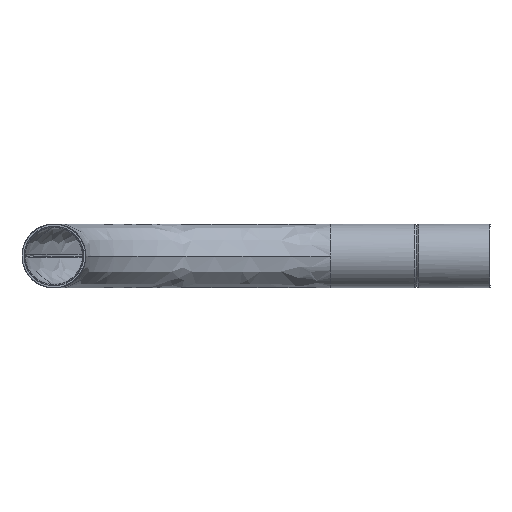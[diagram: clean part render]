
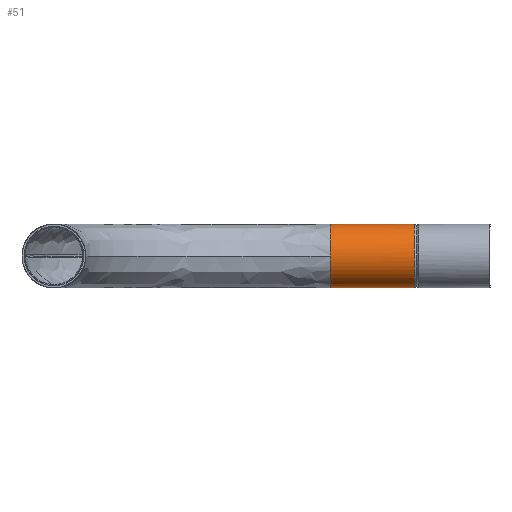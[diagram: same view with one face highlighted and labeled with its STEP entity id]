
A CAD part, front view. The second image highlights one B-rep face of the part: STEP entity #51.
In plain terms, the highlighted free-form (B-spline) face has degree [2, 1] with [9, 2] control points.
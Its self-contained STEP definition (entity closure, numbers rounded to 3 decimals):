
#51=ADVANCED_FACE('',(#101),#736,.T.);
#101=FACE_OUTER_BOUND('',#152,.T.);
#152=EDGE_LOOP('',(#324,#325,#326,#327,#328));
#324=ORIENTED_EDGE('',*,*,#475,.F.);
#325=ORIENTED_EDGE('',*,*,#438,.T.);
#326=ORIENTED_EDGE('',*,*,#476,.F.);
#327=ORIENTED_EDGE('',*,*,#492,.T.);
#328=ORIENTED_EDGE('',*,*,#414,.F.);
#414=EDGE_CURVE('',#646,#647,#546,.T.);
#438=EDGE_CURVE('',#660,#658,#570,.T.);
#475=EDGE_CURVE('',#660,#646,#523,.T.);
#476=EDGE_CURVE('',#691,#658,#524,.T.);
#492=EDGE_CURVE('',#691,#647,#610,.T.);
#523=B_SPLINE_CURVE_WITH_KNOTS('',1,(#3995,#3996),.UNSPECIFIED.,.F.,.F.,
(2,2),(0.,45.5),.UNSPECIFIED.);
#524=B_SPLINE_CURVE_WITH_KNOTS('',1,(#3997,#3998),.UNSPECIFIED.,.F.,.F.,
(2,2),(-45.5,0.),.UNSPECIFIED.);
#546=(
BOUNDED_CURVE()
B_SPLINE_CURVE(2,(#3778,#3779,#3780),.UNSPECIFIED.,.F.,.F.)
B_SPLINE_CURVE_WITH_KNOTS((3,3),(0.,27.175),.UNSPECIFIED.)
CURVE()
GEOMETRIC_REPRESENTATION_ITEM()
RATIONAL_B_SPLINE_CURVE((1.,0.707,1.))
REPRESENTATION_ITEM('')
);
#570=(
BOUNDED_CURVE()
B_SPLINE_CURVE(2,(#3864,#3865,#3866,#3867,#3868),.UNSPECIFIED.,.F.,.F.)
B_SPLINE_CURVE_WITH_KNOTS((3,2,3),(0.,27.175,54.35),
 .UNSPECIFIED.)
CURVE()
GEOMETRIC_REPRESENTATION_ITEM()
RATIONAL_B_SPLINE_CURVE((1.,0.707,1.,0.707,1.))
REPRESENTATION_ITEM('')
);
#610=(
BOUNDED_CURVE()
B_SPLINE_CURVE(2,(#4046,#4047,#4048),.UNSPECIFIED.,.F.,.F.)
B_SPLINE_CURVE_WITH_KNOTS((3,3),(-27.175,0.),.UNSPECIFIED.)
CURVE()
GEOMETRIC_REPRESENTATION_ITEM()
RATIONAL_B_SPLINE_CURVE((1.,0.707,1.))
REPRESENTATION_ITEM('')
);
#646=VERTEX_POINT('',#3676);
#647=VERTEX_POINT('',#3677);
#658=VERTEX_POINT('',#3688);
#660=VERTEX_POINT('',#3690);
#691=VERTEX_POINT('',#3721);
#736=(
BOUNDED_SURFACE()
B_SPLINE_SURFACE(2,1,((#2762,#2763),(#2764,#2765),(#2766,#2767),(#2768,
#2769),(#2770,#2771),(#2772,#2773),(#2774,#2775),(#2776,#2777),(#2778,#2779)),
 .UNSPECIFIED.,.T.,.F.,.F.)
B_SPLINE_SURFACE_WITH_KNOTS((3,2,2,2,3),(2,2),(0.,1.571,3.142,
4.712,6.283),(0.,54.602),.UNSPECIFIED.)
GEOMETRIC_REPRESENTATION_ITEM()
RATIONAL_B_SPLINE_SURFACE(((1.,1.),(0.707,0.707),
(1.,1.),(0.707,0.707),(1.,1.),(0.707,
0.707),(1.,1.),(0.707,0.707),(1.,1.)))
REPRESENTATION_ITEM('')
SURFACE()
);
#2762=CARTESIAN_POINT('',(50.051,167.3,0.));
#2763=CARTESIAN_POINT('',(-4.551,167.3,0.));
#2764=CARTESIAN_POINT('',(50.051,167.3,-17.3));
#2765=CARTESIAN_POINT('',(-4.551,167.3,-17.3));
#2766=CARTESIAN_POINT('',(50.051,150.,-17.3));
#2767=CARTESIAN_POINT('',(-4.551,150.,-17.3));
#2768=CARTESIAN_POINT('',(50.051,132.7,-17.3));
#2769=CARTESIAN_POINT('',(-4.551,132.7,-17.3));
#2770=CARTESIAN_POINT('',(50.051,132.7,0.));
#2771=CARTESIAN_POINT('',(-4.551,132.7,0.));
#2772=CARTESIAN_POINT('',(50.051,132.7,17.3));
#2773=CARTESIAN_POINT('',(-4.551,132.7,17.3));
#2774=CARTESIAN_POINT('',(50.051,150.,17.3));
#2775=CARTESIAN_POINT('',(-4.551,150.,17.3));
#2776=CARTESIAN_POINT('',(50.051,167.3,17.3));
#2777=CARTESIAN_POINT('',(-4.551,167.3,17.3));
#2778=CARTESIAN_POINT('',(50.051,167.3,0.));
#2779=CARTESIAN_POINT('',(-4.551,167.3,0.));
#3676=CARTESIAN_POINT('',(0.,150.,-17.3));
#3677=CARTESIAN_POINT('',(0.,132.7,0.));
#3688=CARTESIAN_POINT('',(45.5,150.,17.3));
#3690=CARTESIAN_POINT('',(45.5,150.,-17.3));
#3721=CARTESIAN_POINT('',(0.,150.,17.3));
#3778=CARTESIAN_POINT('',(0.,150.,-17.3));
#3779=CARTESIAN_POINT('',(0.,132.7,-17.3));
#3780=CARTESIAN_POINT('',(0.,132.7,0.));
#3864=CARTESIAN_POINT('',(45.5,150.,-17.3));
#3865=CARTESIAN_POINT('',(45.5,132.7,-17.3));
#3866=CARTESIAN_POINT('',(45.5,132.7,0.));
#3867=CARTESIAN_POINT('',(45.5,132.7,17.3));
#3868=CARTESIAN_POINT('',(45.5,150.,17.3));
#3995=CARTESIAN_POINT('',(45.5,150.,-17.3));
#3996=CARTESIAN_POINT('',(0.,150.,-17.3));
#3997=CARTESIAN_POINT('',(0.,150.,17.3));
#3998=CARTESIAN_POINT('',(45.5,150.,17.3));
#4046=CARTESIAN_POINT('',(0.,150.,17.3));
#4047=CARTESIAN_POINT('',(0.,132.7,17.3));
#4048=CARTESIAN_POINT('',(0.,132.7,0.));
